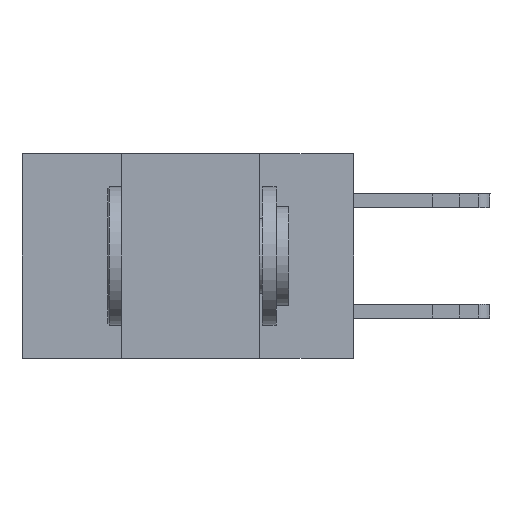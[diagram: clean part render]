
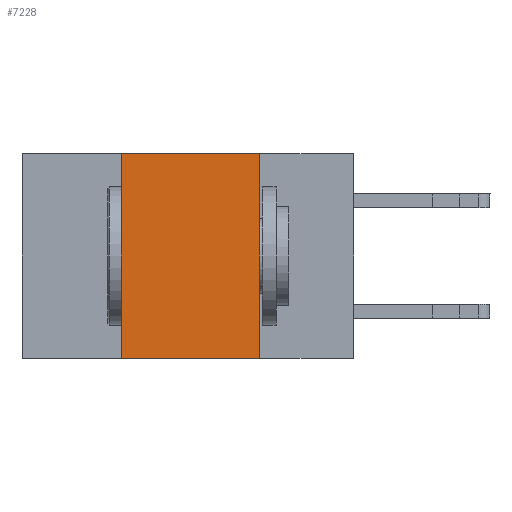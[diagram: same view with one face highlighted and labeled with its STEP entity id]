
A CAD part, left-side view. The second image highlights one B-rep face of the part: STEP entity #7228.
In plain terms, the highlighted planar face has unit normal (-1, 0, 0).
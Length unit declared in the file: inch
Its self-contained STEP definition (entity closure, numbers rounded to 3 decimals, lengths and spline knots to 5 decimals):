
#285 = VERTEX_POINT ( 'NONE', #554 ) ;
#306 = DIRECTION ( 'NONE',  ( 0., 0., -1. ) ) ;
#554 = CARTESIAN_POINT ( 'NONE',  ( 0., 0.17, -0.37 ) ) ;
#1423 = CARTESIAN_POINT ( 'NONE',  ( 0., 0.42, 0. ) ) ;
#1433 = LINE ( 'NONE', #1423, #4180 ) ;
#1796 = DIRECTION ( 'NONE',  ( 0., 0., 1. ) ) ;
#1805 = VERTEX_POINT ( 'NONE', #13160 ) ;
#2522 = VECTOR ( 'NONE', #11766, 39.37008 ) ;
#3058 = DIRECTION ( 'NONE',  ( 0., -1., 0. ) ) ;
#3376 = EDGE_CURVE ( 'NONE', #8672, #1805, #1433, .T. ) ;
#3585 = CARTESIAN_POINT ( 'NONE',  ( 0., 0.42, -0.37 ) ) ;
#4180 = VECTOR ( 'NONE', #1796, 39.37008 ) ;
#4182 = CARTESIAN_POINT ( 'NONE',  ( 0., 0.6, -0.37 ) ) ;
#5209 = EDGE_CURVE ( 'NONE', #11762, #285, #12875, .T. ) ;
#5426 = ORIENTED_EDGE ( 'NONE', *, *, #3376, .F. ) ;
#6795 = ORIENTED_EDGE ( 'NONE', *, *, #11016, .F. ) ;
#6856 = FACE_OUTER_BOUND ( 'NONE', #11420, .T. ) ;
#7228 = ADVANCED_FACE ( 'NONE', ( #6856 ), #12986, .F. ) ;
#7547 = DIRECTION ( 'NONE',  ( 0., 0., -1. ) ) ;
#7598 = ORIENTED_EDGE ( 'NONE', *, *, #11850, .T. ) ;
#8148 = DIRECTION ( 'NONE',  ( 1., 0., 0. ) ) ;
#8672 = VERTEX_POINT ( 'NONE', #3585 ) ;
#9155 = CARTESIAN_POINT ( 'NONE',  ( 0., 0.17, 0. ) ) ;
#9529 = CARTESIAN_POINT ( 'NONE',  ( 0., 0.17, 0. ) ) ;
#9686 = VECTOR ( 'NONE', #7547, 39.37008 ) ;
#10731 = ORIENTED_EDGE ( 'NONE', *, *, #5209, .F. ) ;
#11016 = EDGE_CURVE ( 'NONE', #1805, #11762, #11537, .T. ) ;
#11152 = VECTOR ( 'NONE', #3058, 39.37008 ) ;
#11420 = EDGE_LOOP ( 'NONE', ( #10731, #6795, #5426, #7598 ) ) ;
#11537 = LINE ( 'NONE', #11871, #11152 ) ;
#11752 = AXIS2_PLACEMENT_3D ( 'NONE', #15257, #8148, #306 ) ;
#11762 = VERTEX_POINT ( 'NONE', #9155 ) ;
#11766 = DIRECTION ( 'NONE',  ( 0., -1., 0. ) ) ;
#11850 = EDGE_CURVE ( 'NONE', #8672, #285, #15990, .T. ) ;
#11871 = CARTESIAN_POINT ( 'NONE',  ( 0., 0.6, 0. ) ) ;
#12875 = LINE ( 'NONE', #9529, #9686 ) ;
#12986 = PLANE ( 'NONE',  #11752 ) ;
#13160 = CARTESIAN_POINT ( 'NONE',  ( 0., 0.42, 0. ) ) ;
#15257 = CARTESIAN_POINT ( 'NONE',  ( 0., 0.6, 0. ) ) ;
#15990 = LINE ( 'NONE', #4182, #2522 ) ;
